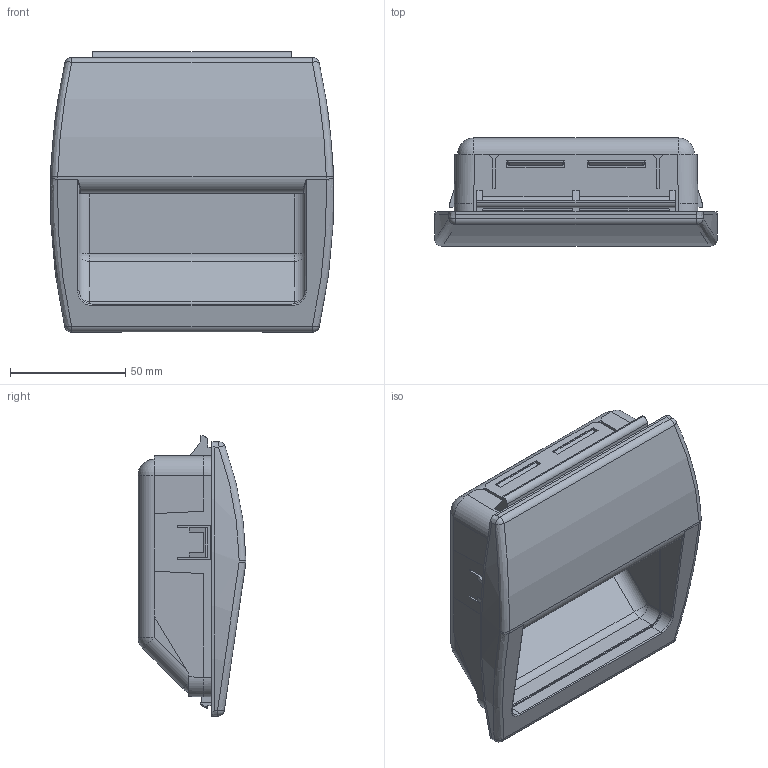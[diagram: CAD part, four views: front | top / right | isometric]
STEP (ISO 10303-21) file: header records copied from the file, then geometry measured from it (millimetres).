
FILE_DESCRIPTION( (''), '2;1');
FILE_NAME ('PC14.7784.THA_472_A_1_6_32146.stp','2020-05-01T16:38:19',(''),(''),'spGate 16.7.1','','');
FILE_SCHEMA (('AUTOMOTIVE_DESIGN'));
Length unit declared in the file: millimetre
Products named in the file (4): Assembly; 0020; j10488b0010 2020-03-24; J10488B0030
Assembly tree (3 placements, depth 2):
  Assembly
    0020
    j10488b0010 2020-03-24
    J10488B0030
Bounding box: 122.49 x 46.8 x 121.5 mm (x, y, z)
Volume: 107547.9 mm3; surface area: 102409.9 mm2
Topology: 3 solids, 3 shells, 703 faces, 1811 edges, 1086 vertices
Faces by surface type: plane 275, cylinder 264, bspline 136, sphere 28
Entity records: 40026 total; most frequent: CARTESIAN_POINT 9601, ORIENTED_EDGE 3564, DIRECTION 3138, COLOUR_RGB 2488, PRESENTATION_STYLE_ASSIGNMENT 2488, STYLED_ITEM 2488, EDGE_CURVE 1782, DRAUGHTING_PRE_DEFINED_CURVE_FONT 1782
